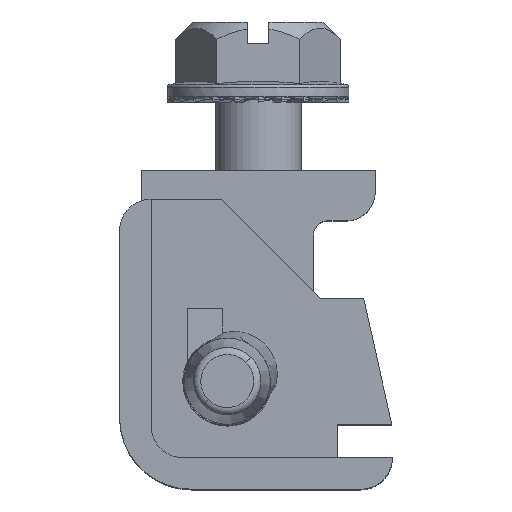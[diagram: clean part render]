
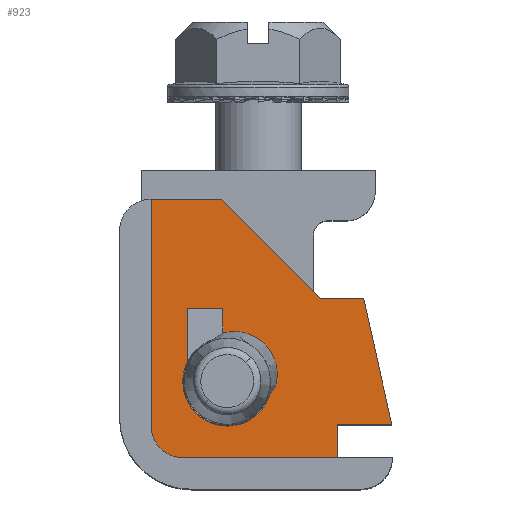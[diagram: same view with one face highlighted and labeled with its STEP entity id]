
A CAD part, top view. The second image highlights one B-rep face of the part: STEP entity #923.
In plain terms, the highlighted planar face has unit normal (0, 0, 1).
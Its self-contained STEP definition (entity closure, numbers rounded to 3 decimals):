
#29 = DIRECTION ( 'NONE',  ( 0., 0., -1. ) ) ;
#126 = AXIS2_PLACEMENT_3D ( 'NONE', #4529, #2830, #291 ) ;
#153 = VECTOR ( 'NONE', #2138, 1000. ) ;
#231 = EDGE_CURVE ( 'NONE', #644, #7614, #7713, .T. ) ;
#256 = FACE_OUTER_BOUND ( 'NONE', #2594, .T. ) ;
#291 = DIRECTION ( 'NONE',  ( -1., 0., 0. ) ) ;
#344 = VERTEX_POINT ( 'NONE', #5564 ) ;
#356 = VERTEX_POINT ( 'NONE', #1895 ) ;
#416 = EDGE_CURVE ( 'NONE', #344, #5080, #4375, .T. ) ;
#505 = DIRECTION ( 'NONE',  ( 0., 1., 0. ) ) ;
#531 = DIRECTION ( 'NONE',  ( 1., 0., 0. ) ) ;
#598 = DIRECTION ( 'NONE',  ( 0., -1., 0. ) ) ;
#610 = CARTESIAN_POINT ( 'NONE',  ( -20.214, -8.733, 3.869 ) ) ;
#630 = EDGE_CURVE ( 'NONE', #5080, #4528, #7447, .T. ) ;
#644 = VERTEX_POINT ( 'NONE', #7105 ) ;
#718 = DIRECTION ( 'NONE',  ( 1., 0., 0. ) ) ;
#768 = CARTESIAN_POINT ( 'NONE',  ( -23.028, -19.189, 3.869 ) ) ;
#839 = VERTEX_POINT ( 'NONE', #5528 ) ;
#873 = VERTEX_POINT ( 'NONE', #2651 ) ;
#881 = EDGE_CURVE ( 'NONE', #5169, #4689, #2530, .T. ) ;
#923 = ADVANCED_FACE ( 'NONE', ( #6270, #256 ), #4092, .T. ) ;
#998 = CARTESIAN_POINT ( 'NONE',  ( -19.912, -13.863, 3.869 ) ) ;
#1047 = LINE ( 'NONE', #4722, #2221 ) ;
#1055 = CARTESIAN_POINT ( 'NONE',  ( -8.422, -16.777, 3.869 ) ) ;
#1056 = ORIENTED_EDGE ( 'NONE', *, *, #2677, .T. ) ;
#1145 = DIRECTION ( 'NONE',  ( -1., 0., 0. ) ) ;
#1201 = LINE ( 'NONE', #3615, #2004 ) ;
#1224 = DIRECTION ( 'NONE',  ( -1., 0., 0. ) ) ;
#1394 = ORIENTED_EDGE ( 'NONE', *, *, #7707, .F. ) ;
#1411 = ORIENTED_EDGE ( 'NONE', *, *, #5825, .F. ) ;
#1469 = ORIENTED_EDGE ( 'NONE', *, *, #2189, .F. ) ;
#1557 = ORIENTED_EDGE ( 'NONE', *, *, #2102, .F. ) ;
#1605 = ORIENTED_EDGE ( 'NONE', *, *, #6537, .F. ) ;
#1745 = LINE ( 'NONE', #5503, #4362 ) ;
#1843 = DIRECTION ( 'NONE',  ( -1., 0., 0. ) ) ;
#1895 = CARTESIAN_POINT ( 'NONE',  ( -10.365, -8.034, 3.869 ) ) ;
#1916 = VECTOR ( 'NONE', #4973, 1000. ) ;
#2004 = VECTOR ( 'NONE', #718, 1000. ) ;
#2102 = EDGE_CURVE ( 'NONE', #5456, #5169, #1201, .T. ) ;
#2138 = DIRECTION ( 'NONE',  ( 0., 1., 0. ) ) ;
#2189 = EDGE_CURVE ( 'NONE', #356, #4528, #2522, .T. ) ;
#2198 = CARTESIAN_POINT ( 'NONE',  ( -22.726, -12.525, 3.869 ) ) ;
#2221 = VECTOR ( 'NONE', #531, 1000. ) ;
#2309 = VERTEX_POINT ( 'NONE', #4114 ) ;
#2375 = VECTOR ( 'NONE', #2983, 1000. ) ;
#2447 = CARTESIAN_POINT ( 'NONE',  ( -13.38, -8.034, 3.869 ) ) ;
#2522 = LINE ( 'NONE', #3771, #2375 ) ;
#2530 = LINE ( 'NONE', #4929, #1916 ) ;
#2594 = EDGE_LOOP ( 'NONE', ( #4484, #1557, #4463, #1056, #7335, #1394, #6143, #5827, #1469, #1605 ) ) ;
#2651 = CARTESIAN_POINT ( 'NONE',  ( -20.214, -10.762, 3.869 ) ) ;
#2677 = EDGE_CURVE ( 'NONE', #3403, #2309, #3502, .T. ) ;
#2712 = CARTESIAN_POINT ( 'NONE',  ( -20.314, -1.099, 3.869 ) ) ;
#2787 = DIRECTION ( 'NONE',  ( 0., 0., -1. ) ) ;
#2830 = DIRECTION ( 'NONE',  ( 0., 0., 1. ) ) ;
#2953 = CARTESIAN_POINT ( 'NONE',  ( -12.224, -19.189, 3.869 ) ) ;
#2983 = DIRECTION ( 'NONE',  ( 0.217, -0.976, 0. ) ) ;
#3256 = ORIENTED_EDGE ( 'NONE', *, *, #3966, .T. ) ;
#3275 = LINE ( 'NONE', #6353, #153 ) ;
#3314 = VERTEX_POINT ( 'NONE', #2953 ) ;
#3332 = ORIENTED_EDGE ( 'NONE', *, *, #7181, .F. ) ;
#3403 = VERTEX_POINT ( 'NONE', #6508 ) ;
#3430 = DIRECTION ( 'NONE',  ( 0., 0., 1. ) ) ;
#3463 = CARTESIAN_POINT ( 'NONE',  ( -8.422, -16.878, 3.869 ) ) ;
#3502 = CIRCLE ( 'NONE', #7169, 2.211 ) ;
#3615 = CARTESIAN_POINT ( 'NONE',  ( -20.314, -1.099, 3.869 ) ) ;
#3771 = CARTESIAN_POINT ( 'NONE',  ( -8.422, -16.777, 3.869 ) ) ;
#3782 = LINE ( 'NONE', #768, #4868 ) ;
#3868 = LINE ( 'NONE', #5130, #4580 ) ;
#3966 = EDGE_CURVE ( 'NONE', #873, #839, #7521, .T. ) ;
#4043 = AXIS2_PLACEMENT_3D ( 'NONE', #5422, #29, #1145 ) ;
#4092 = PLANE ( 'NONE',  #126 ) ;
#4114 = CARTESIAN_POINT ( 'NONE',  ( -23.028, -19.189, 3.869 ) ) ;
#4362 = VECTOR ( 'NONE', #6130, 1000. ) ;
#4375 = LINE ( 'NONE', #4969, #6315 ) ;
#4463 = ORIENTED_EDGE ( 'NONE', *, *, #5574, .F. ) ;
#4484 = ORIENTED_EDGE ( 'NONE', *, *, #881, .F. ) ;
#4528 = VERTEX_POINT ( 'NONE', #1055 ) ;
#4529 = CARTESIAN_POINT ( 'NONE',  ( -8.422, -1.099, 3.869 ) ) ;
#4580 = VECTOR ( 'NONE', #6276, 1000. ) ;
#4672 = VERTEX_POINT ( 'NONE', #610 ) ;
#4674 = LINE ( 'NONE', #7692, #5469 ) ;
#4689 = VERTEX_POINT ( 'NONE', #2447 ) ;
#4722 = CARTESIAN_POINT ( 'NONE',  ( -13.38, -8.034, 3.869 ) ) ;
#4786 = CARTESIAN_POINT ( 'NONE',  ( -25.239, -1.099, 3.869 ) ) ;
#4868 = VECTOR ( 'NONE', #1224, 1000. ) ;
#4929 = CARTESIAN_POINT ( 'NONE',  ( -20.314, -1.099, 3.869 ) ) ;
#4969 = CARTESIAN_POINT ( 'NONE',  ( -8.422, -16.878, 3.869 ) ) ;
#4973 = DIRECTION ( 'NONE',  ( 0.707, -0.707, 0. ) ) ;
#5080 = VERTEX_POINT ( 'NONE', #5520 ) ;
#5089 = CIRCLE ( 'NONE', #5203, 3.116 ) ;
#5130 = CARTESIAN_POINT ( 'NONE',  ( -22.726, -8.733, 3.869 ) ) ;
#5169 = VERTEX_POINT ( 'NONE', #2712 ) ;
#5203 = AXIS2_PLACEMENT_3D ( 'NONE', #998, #2787, #5717 ) ;
#5232 = AXIS2_PLACEMENT_3D ( 'NONE', #7253, #7818, #1843 ) ;
#5422 = CARTESIAN_POINT ( 'NONE',  ( -19.912, -13.863, 3.869 ) ) ;
#5456 = VERTEX_POINT ( 'NONE', #4786 ) ;
#5469 = VECTOR ( 'NONE', #598, 1000. ) ;
#5503 = CARTESIAN_POINT ( 'NONE',  ( -22.726, -12.525, 3.869 ) ) ;
#5520 = CARTESIAN_POINT ( 'NONE',  ( -8.422, -16.878, 3.869 ) ) ;
#5528 = CARTESIAN_POINT ( 'NONE',  ( -16.797, -13.863, 3.869 ) ) ;
#5538 = EDGE_LOOP ( 'NONE', ( #3256, #5627, #6929, #3332, #7263, #1411 ) ) ;
#5564 = CARTESIAN_POINT ( 'NONE',  ( -12.224, -16.878, 3.869 ) ) ;
#5574 = EDGE_CURVE ( 'NONE', #3403, #5456, #7191, .T. ) ;
#5627 = ORIENTED_EDGE ( 'NONE', *, *, #7576, .T. ) ;
#5717 = DIRECTION ( 'NONE',  ( -1., 0., 0. ) ) ;
#5776 = CARTESIAN_POINT ( 'NONE',  ( -23.028, -16.978, 3.869 ) ) ;
#5818 = EDGE_CURVE ( 'NONE', #4672, #5978, #3868, .T. ) ;
#5825 = EDGE_CURVE ( 'NONE', #873, #4672, #3275, .T. ) ;
#5827 = ORIENTED_EDGE ( 'NONE', *, *, #630, .T. ) ;
#5837 = CARTESIAN_POINT ( 'NONE',  ( -8.422, -16.81, 3.869 ) ) ;
#5930 = CARTESIAN_POINT ( 'NONE',  ( -25.239, -1.099, 3.869 ) ) ;
#5978 = VERTEX_POINT ( 'NONE', #6789 ) ;
#6130 = DIRECTION ( 'NONE',  ( 0., -1., 0. ) ) ;
#6143 = ORIENTED_EDGE ( 'NONE', *, *, #416, .T. ) ;
#6270 = FACE_BOUND ( 'NONE', #5538, .T. ) ;
#6276 = DIRECTION ( 'NONE',  ( -1., 0., 0. ) ) ;
#6315 = VECTOR ( 'NONE', #6785, 1000. ) ;
#6349 = EDGE_CURVE ( 'NONE', #3314, #2309, #3782, .T. ) ;
#6353 = CARTESIAN_POINT ( 'NONE',  ( -20.214, -8.733, 3.869 ) ) ;
#6508 = CARTESIAN_POINT ( 'NONE',  ( -25.239, -16.978, 3.869 ) ) ;
#6537 = EDGE_CURVE ( 'NONE', #4689, #356, #1047, .T. ) ;
#6785 = DIRECTION ( 'NONE',  ( 1., 0., 0. ) ) ;
#6789 = CARTESIAN_POINT ( 'NONE',  ( -22.726, -8.733, 3.869 ) ) ;
#6929 = ORIENTED_EDGE ( 'NONE', *, *, #231, .T. ) ;
#7028 = CARTESIAN_POINT ( 'NONE',  ( -8.422, -16.777, 3.869 ) ) ;
#7105 = CARTESIAN_POINT ( 'NONE',  ( -23.028, -13.862, 3.869 ) ) ;
#7169 = AXIS2_PLACEMENT_3D ( 'NONE', #5776, #3430, #7636 ) ;
#7181 = EDGE_CURVE ( 'NONE', #5978, #7614, #1745, .T. ) ;
#7191 = LINE ( 'NONE', #5930, #7241 ) ;
#7241 = VECTOR ( 'NONE', #505, 1000. ) ;
#7253 = CARTESIAN_POINT ( 'NONE',  ( -19.912, -13.863, 3.869 ) ) ;
#7263 = ORIENTED_EDGE ( 'NONE', *, *, #5818, .F. ) ;
#7335 = ORIENTED_EDGE ( 'NONE', *, *, #6349, .F. ) ;
#7447 = B_SPLINE_CURVE_WITH_KNOTS ( 'NONE', 3,
 ( #3463, #7626, #5837, #7028 ),
 .UNSPECIFIED., .F., .F.,
 ( 4, 4 ),
 ( 0., 1. ),
 .UNSPECIFIED. ) ;
#7521 = CIRCLE ( 'NONE', #5232, 3.116 ) ;
#7576 = EDGE_CURVE ( 'NONE', #839, #644, #5089, .T. ) ;
#7614 = VERTEX_POINT ( 'NONE', #2198 ) ;
#7626 = CARTESIAN_POINT ( 'NONE',  ( -8.422, -16.844, 3.869 ) ) ;
#7636 = DIRECTION ( 'NONE',  ( 1., 0., 0. ) ) ;
#7692 = CARTESIAN_POINT ( 'NONE',  ( -12.224, -16.878, 3.869 ) ) ;
#7707 = EDGE_CURVE ( 'NONE', #344, #3314, #4674, .T. ) ;
#7713 = CIRCLE ( 'NONE', #4043, 3.116 ) ;
#7818 = DIRECTION ( 'NONE',  ( 0., 0., -1. ) ) ;
